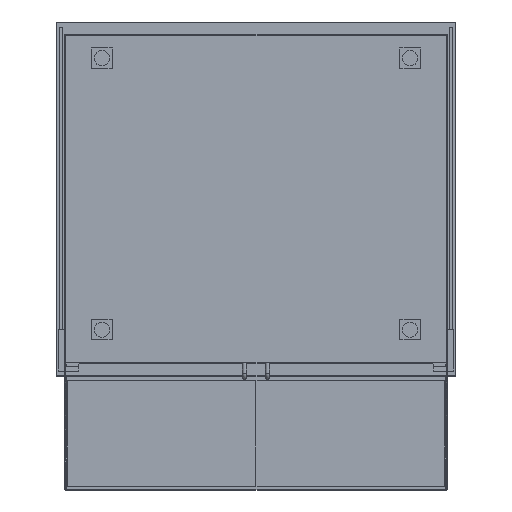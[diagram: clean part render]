
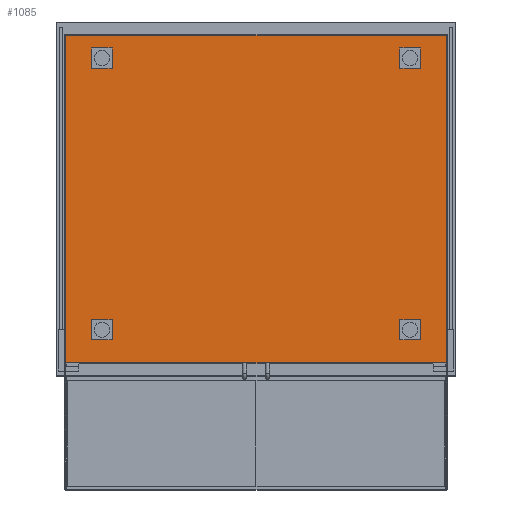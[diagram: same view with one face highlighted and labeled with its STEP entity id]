
A CAD part, front view. The second image highlights one B-rep face of the part: STEP entity #1085.
In plain terms, the highlighted planar face has unit normal (0, -1, 0).
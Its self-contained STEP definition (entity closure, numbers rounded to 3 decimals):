
#299 = CARTESIAN_POINT ( 'NONE',  ( 373.5, -498., 321.5 ) ) ;
#389 = ORIENTED_EDGE ( 'NONE', *, *, #5470, .T. ) ;
#591 = VECTOR ( 'NONE', #5856, 1000. ) ;
#858 = CARTESIAN_POINT ( 'NONE',  ( -373.5, -498., 321.5 ) ) ;
#1085 = ADVANCED_FACE ( 'NONE', ( #2617 ), #10673, .T. ) ;
#1330 = AXIS2_PLACEMENT_3D ( 'NONE', #2662, #5461, #6481 ) ;
#1603 = CARTESIAN_POINT ( 'NONE',  ( 373.5, -498., 321.5 ) ) ;
#2135 = EDGE_CURVE ( 'NONE', #5047, #3790, #3984, .T. ) ;
#2168 = ORIENTED_EDGE ( 'NONE', *, *, #9301, .T. ) ;
#2617 = FACE_OUTER_BOUND ( 'NONE', #4525, .T. ) ;
#2662 = CARTESIAN_POINT ( 'NONE',  ( 0., -498., 0. ) ) ;
#2974 = LINE ( 'NONE', #858, #591 ) ;
#3348 = LINE ( 'NONE', #299, #5675 ) ;
#3400 = CARTESIAN_POINT ( 'NONE',  ( -373.5, -498., -321.5 ) ) ;
#3688 = VERTEX_POINT ( 'NONE', #4868 ) ;
#3790 = VERTEX_POINT ( 'NONE', #5786 ) ;
#3984 = LINE ( 'NONE', #9562, #7589 ) ;
#4525 = EDGE_LOOP ( 'NONE', ( #389, #2168, #7039, #9934 ) ) ;
#4868 = CARTESIAN_POINT ( 'NONE',  ( 373.5, -498., -321.5 ) ) ;
#5047 = VERTEX_POINT ( 'NONE', #1603 ) ;
#5461 = DIRECTION ( 'NONE',  ( 0., -1., 0. ) ) ;
#5470 = EDGE_CURVE ( 'NONE', #3790, #6918, #2974, .T. ) ;
#5543 = DIRECTION ( 'NONE',  ( -1., 0., 0. ) ) ;
#5675 = VECTOR ( 'NONE', #7299, 1000. ) ;
#5786 = CARTESIAN_POINT ( 'NONE',  ( -373.5, -498., 321.5 ) ) ;
#5856 = DIRECTION ( 'NONE',  ( 0., 0., -1. ) ) ;
#6414 = DIRECTION ( 'NONE',  ( 1., 0., 0. ) ) ;
#6481 = DIRECTION ( 'NONE',  ( 0., 0., -1. ) ) ;
#6631 = VECTOR ( 'NONE', #6414, 1000. ) ;
#6918 = VERTEX_POINT ( 'NONE', #6991 ) ;
#6991 = CARTESIAN_POINT ( 'NONE',  ( -373.5, -498., -321.5 ) ) ;
#7039 = ORIENTED_EDGE ( 'NONE', *, *, #9262, .T. ) ;
#7299 = DIRECTION ( 'NONE',  ( 0., 0., 1. ) ) ;
#7589 = VECTOR ( 'NONE', #5543, 1000. ) ;
#9262 = EDGE_CURVE ( 'NONE', #3688, #5047, #3348, .T. ) ;
#9301 = EDGE_CURVE ( 'NONE', #6918, #3688, #10094, .T. ) ;
#9562 = CARTESIAN_POINT ( 'NONE',  ( -373.5, -498., 321.5 ) ) ;
#9934 = ORIENTED_EDGE ( 'NONE', *, *, #2135, .T. ) ;
#10094 = LINE ( 'NONE', #3400, #6631 ) ;
#10673 = PLANE ( 'NONE',  #1330 ) ;
